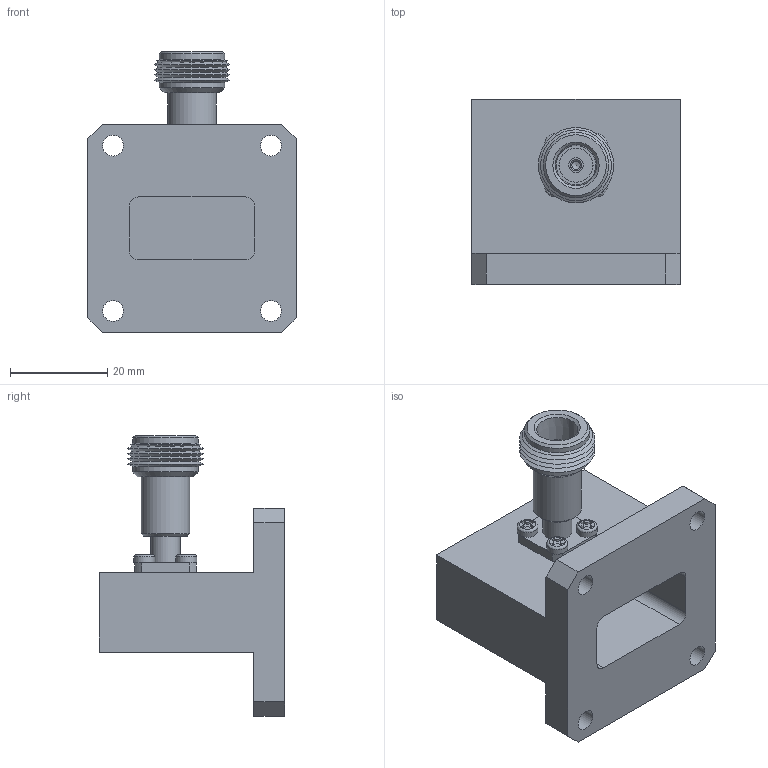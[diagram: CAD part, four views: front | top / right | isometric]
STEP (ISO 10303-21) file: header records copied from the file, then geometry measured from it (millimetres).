
FILE_DESCRIPTION (( 'STEP AP203' ), '1' );
FILE_NAME ('FMWCA9802_3D.step', '2022-03-14T15:03:50', ( '' ), ( '' ), 'SwSTEP 2.0', 'SolidWorks 2021', '' );
FILE_SCHEMA (( 'CONFIG_CONTROL_DESIGN' ));
Length unit declared in the file: millimetre
Products named in the file (6): PE9802_Body2^FMWCA9802; Copy of 112-N^PE9802_CON_FMWCA9802; Copy of 112-N-PANEL^PE9802_CON_FMWCA9802; PE9802_CON^FMWCA9802; Copy of 06142-con screw^PE9802_CON_FMWCA9802; FMWCA9802_3D
Assembly tree (8 placements, depth 3):
  FMWCA9802_3D
    PE9802_CON^FMWCA9802
      Copy of 06142-con screw^PE9802_CON_FMWCA9802  x4
      Copy of 112-N-PANEL^PE9802_CON_FMWCA9802
      Copy of 112-N^PE9802_CON_FMWCA9802
    PE9802_Body2^FMWCA9802
Bounding box: 42.88 x 38.1 x 57.83 mm (x, y, z)
Volume: 25029.5 mm3; surface area: 13393.5 mm2
Topology: 7 solids, 7 shells, 160 faces, 400 edges, 265 vertices
Faces by surface type: plane 93, cylinder 45, cone 18, bspline 4
Full cylindrical faces by diameter (mm): 1.7 x1, 2.7 x4, 3.04 x1, 4 x1, 4.1 x1, 4.3 x8, 6 x1, 7 x1, 10 x1, 13.5 x2
Entity records: 3349 total; most frequent: DIRECTION 478, CARTESIAN_POINT 472, ORIENTED_EDGE 374, EDGE_CURVE 187, AXIS2_PLACEMENT_3D 185, EDGE_LOOP 160, VERTEX_POINT 143, FACE_OUTER_BOUND 116
